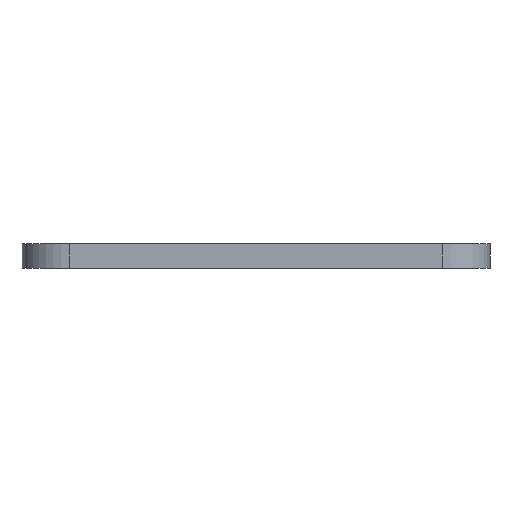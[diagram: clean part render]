
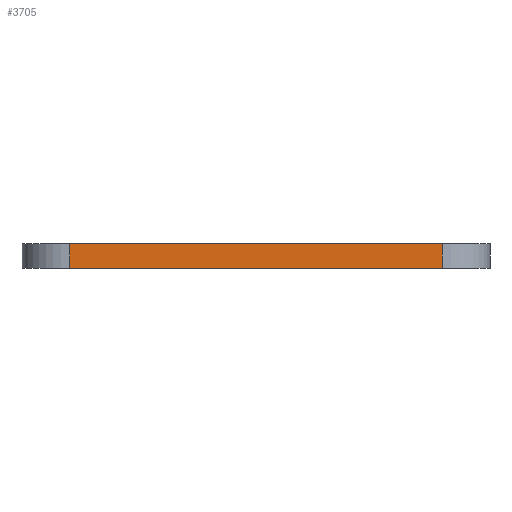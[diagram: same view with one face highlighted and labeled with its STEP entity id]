
A CAD part, left-side view. The second image highlights one B-rep face of the part: STEP entity #3705.
In plain terms, the highlighted planar face has unit normal (-1, 0, 0).
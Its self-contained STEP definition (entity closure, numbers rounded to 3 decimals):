
#316=PLANE('',#4172);
#469=FACE_OUTER_BOUND('',#626,.T.);
#626=EDGE_LOOP('',(#2921,#2922,#2923,#2924));
#1077=LINE('',#6171,#1240);
#1078=LINE('',#6173,#1241);
#1079=LINE('',#6175,#1242);
#1080=LINE('',#6176,#1243);
#1240=VECTOR('',#5229,10.);
#1241=VECTOR('',#5230,10.);
#1242=VECTOR('',#5231,10.);
#1243=VECTOR('',#5232,10.);
#1852=VERTEX_POINT('',#6169);
#1853=VERTEX_POINT('',#6170);
#1854=VERTEX_POINT('',#6172);
#1855=VERTEX_POINT('',#6174);
#2309=EDGE_CURVE('',#1852,#1853,#1077,.T.);
#2310=EDGE_CURVE('',#1853,#1854,#1078,.T.);
#2311=EDGE_CURVE('',#1855,#1854,#1079,.T.);
#2312=EDGE_CURVE('',#1852,#1855,#1080,.T.);
#2921=ORIENTED_EDGE('',*,*,#2309,.T.);
#2922=ORIENTED_EDGE('',*,*,#2310,.T.);
#2923=ORIENTED_EDGE('',*,*,#2311,.F.);
#2924=ORIENTED_EDGE('',*,*,#2312,.F.);
#3705=ADVANCED_FACE('',(#469),#316,.T.);
#4172=AXIS2_PLACEMENT_3D('',#6168,#5227,#5228);
#5227=DIRECTION('center_axis',(-1.,0.,0.));
#5228=DIRECTION('ref_axis',(0.,-1.,0.));
#5229=DIRECTION('',(0.,-1.,0.));
#5230=DIRECTION('',(0.,0.,1.));
#5231=DIRECTION('',(0.,-1.,0.));
#5232=DIRECTION('',(0.,0.,1.));
#6168=CARTESIAN_POINT('Origin',(0.,26.972,0.));
#6169=CARTESIAN_POINT('',(0.,26.972,0.));
#6170=CARTESIAN_POINT('',(0.,3.048,0.));
#6171=CARTESIAN_POINT('',(0.,26.972,0.));
#6172=CARTESIAN_POINT('',(0.,3.048,1.57));
#6173=CARTESIAN_POINT('',(0.,3.048,0.));
#6174=CARTESIAN_POINT('',(0.,26.972,1.57));
#6175=CARTESIAN_POINT('',(0.,26.972,1.57));
#6176=CARTESIAN_POINT('',(0.,26.972,0.));
